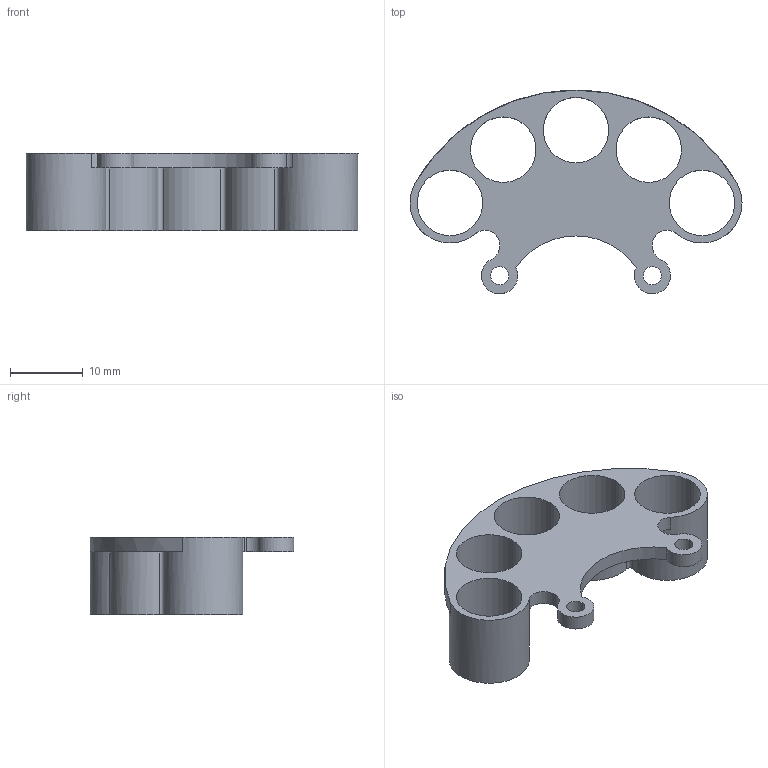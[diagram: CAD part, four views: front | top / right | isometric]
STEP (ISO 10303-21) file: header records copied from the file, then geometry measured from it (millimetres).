
FILE_DESCRIPTION(('CATIA V5 STEP Exchange'),'2;1');
FILE_NAME('Spacer_Ziffernblatt_V2_Patrick_2012-09-02.stp','2012-09-02T07:53:02+00:00',('none'),('none'),'CATIA Version 5 Release 21 SP 1 (IN-10)','CATIA V5 STEP AP203','none');
FILE_SCHEMA(('CONFIG_CONTROL_DESIGN'));
Length unit declared in the file: millimetre
Products named in the file (1): Spacer Ziffernblatt
Bounding box: 45.64 x 28 x 10.6 mm (x, y, z)
Volume: 2265.7 mm3; surface area: 3924 mm2
Topology: 1 solids, 1 shells, 49 faces, 138 edges, 91 vertices
Faces by surface type: cylinder 40, plane 9
Entity records: 1563 total; most frequent: ORIENTED_EDGE 276, CARTESIAN_POINT 268, DIRECTION 214, EDGE_CURVE 138, AXIS2_PLACEMENT_3D 129, VERTEX_POINT 91, CIRCLE 90, EDGE_LOOP 63
